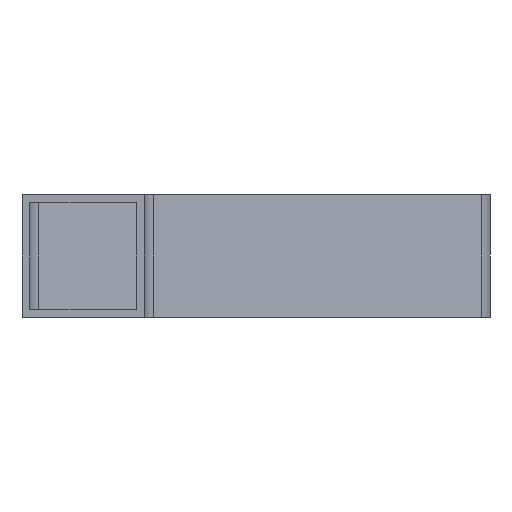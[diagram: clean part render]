
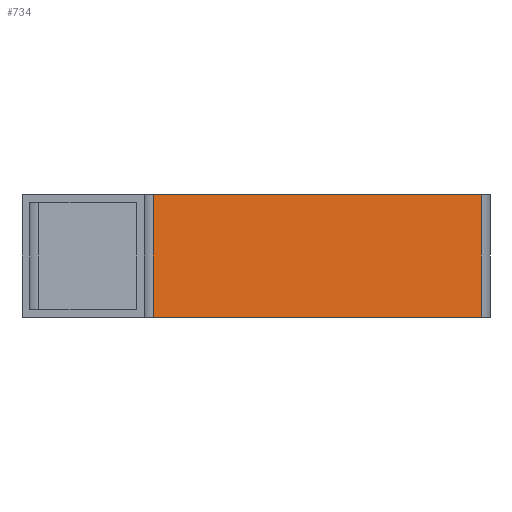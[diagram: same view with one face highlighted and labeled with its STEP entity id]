
A CAD part, front view. The second image highlights one B-rep face of the part: STEP entity #734.
In plain terms, the highlighted planar face has unit normal (0.707, -0.707, 0).
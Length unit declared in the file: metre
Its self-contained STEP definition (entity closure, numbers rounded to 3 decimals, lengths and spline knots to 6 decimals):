
#24=PLANE('',#871);
#42=LINE('',#1141,#98);
#44=LINE('',#1147,#100);
#45=LINE('',#1149,#101);
#46=LINE('',#1151,#102);
#98=VECTOR('',#958,1.);
#100=VECTOR('',#964,1.);
#101=VECTOR('',#965,1.);
#102=VECTOR('',#966,1.);
#170=ORIENTED_EDGE('',*,*,#362,.T.);
#171=ORIENTED_EDGE('',*,*,#363,.F.);
#172=ORIENTED_EDGE('',*,*,#364,.F.);
#173=ORIENTED_EDGE('',*,*,#359,.T.);
#359=EDGE_CURVE('',#456,#454,#42,.T.);
#362=EDGE_CURVE('',#454,#458,#44,.T.);
#363=EDGE_CURVE('',#459,#458,#45,.T.);
#364=EDGE_CURVE('',#456,#459,#46,.T.);
#454=VERTEX_POINT('',#1139);
#456=VERTEX_POINT('',#1142);
#458=VERTEX_POINT('',#1148);
#459=VERTEX_POINT('',#1150);
#559=EDGE_LOOP('',(#170,#171,#172,#173));
#635=FACE_BOUND('',#559,.T.);
#734=ADVANCED_FACE('',(#635),#24,.F.);
#871=AXIS2_PLACEMENT_3D('',#1146,#962,#963);
#958=DIRECTION('',(0.,0.,-1.));
#962=DIRECTION('',(-0.707,0.707,0.));
#963=DIRECTION('',(-0.707,-0.707,0.));
#964=DIRECTION('',(0.707,0.707,0.));
#965=DIRECTION('',(0.,0.,-1.));
#966=DIRECTION('',(0.707,0.707,0.));
#1139=CARTESIAN_POINT('',(0.02726,0.143739,0.));
#1141=CARTESIAN_POINT('',(0.02726,0.143739,0.0254));
#1142=CARTESIAN_POINT('',(0.02726,0.143739,0.0254));
#1146=CARTESIAN_POINT('',(0.061321,0.1778,0.0254));
#1147=CARTESIAN_POINT('',(0.061321,0.1778,0.));
#1148=CARTESIAN_POINT('',(0.095382,0.211861,0.));
#1149=CARTESIAN_POINT('',(0.095382,0.211861,0.0254));
#1150=CARTESIAN_POINT('',(0.095382,0.211861,0.0254));
#1151=CARTESIAN_POINT('',(0.061321,0.1778,0.0254));
